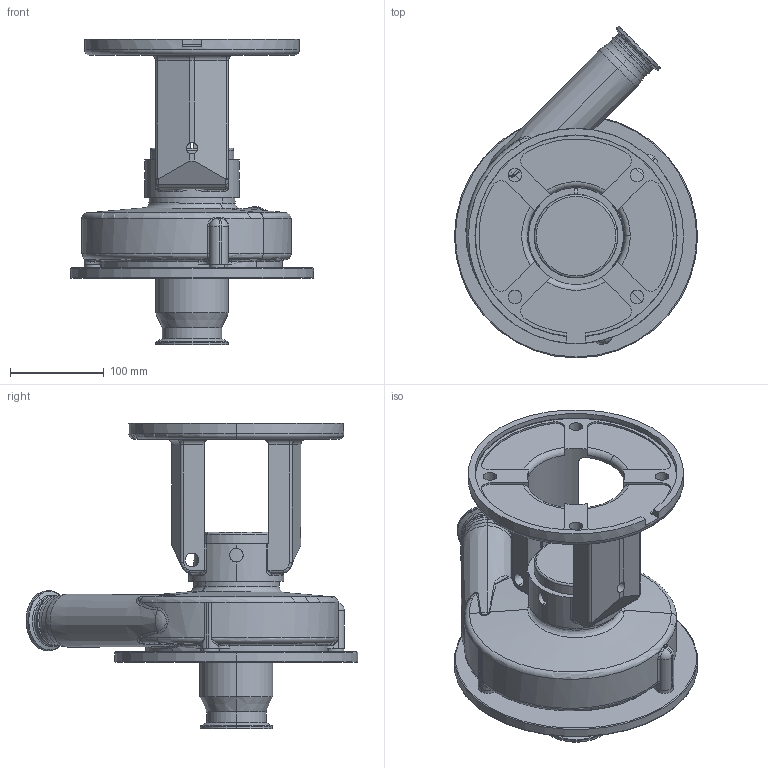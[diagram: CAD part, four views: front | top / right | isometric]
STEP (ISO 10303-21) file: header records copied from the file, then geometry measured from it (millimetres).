
FILE_DESCRIPTION (( 'STEP AP214' ), '1' );
FILE_NAME ('FPR 3531-3532 180-250TC 45L.STEP', '2022-12-21T16:19:19', ( '' ), ( '' ), 'SwSTEP 2.0', 'SolidWorks 2021', '' );
FILE_SCHEMA (( 'AUTOMOTIVE_DESIGN' ));
Length unit declared in the file: millimetre
Products named in the file (1): FPR 3531-3532 180-250TC 45L
Bounding box: 260 x 354.83 x 326.5 mm (x, y, z)
Volume: 3772989.9 mm3; surface area: 455436.9 mm2
Topology: 1 solids, 1 shells, 422 faces, 1082 edges, 650 vertices
Faces by surface type: cylinder 152, torus 84, plane 81, bspline 59, cone 34, sphere 12
Entity records: 18464 total; most frequent: CARTESIAN_POINT 8512, ORIENTED_EDGE 2144, DIRECTION 2102, EDGE_CURVE 1072, AXIS2_PLACEMENT_3D 883, VERTEX_POINT 649, CIRCLE 519, EDGE_LOOP 447
